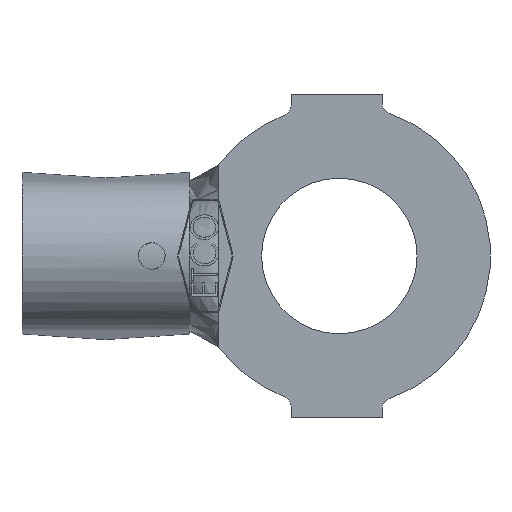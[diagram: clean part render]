
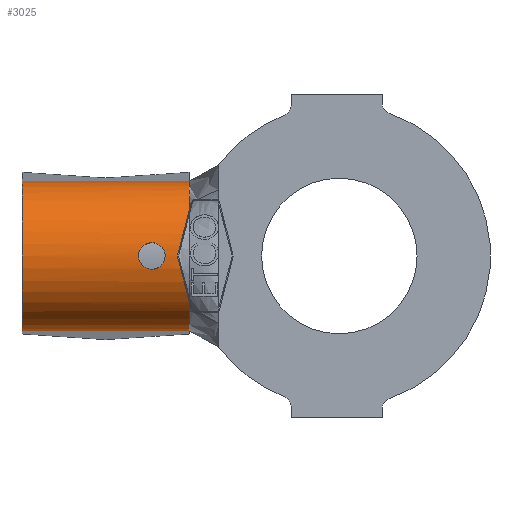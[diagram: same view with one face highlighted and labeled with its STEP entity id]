
A CAD part, front view. The second image highlights one B-rep face of the part: STEP entity #3025.
In plain terms, the highlighted cylindrical face has radius 1.778 mm (diameter 3.556 mm), a partial arc.
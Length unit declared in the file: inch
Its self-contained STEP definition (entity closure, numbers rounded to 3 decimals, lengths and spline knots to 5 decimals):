
#18 = VECTOR ( 'NONE', #5401, 39.37008 ) ;
#66 = EDGE_CURVE ( 'NONE', #2581, #2865, #4069, .T. ) ;
#108 = CARTESIAN_POINT ( 'NONE',  ( -0.175, 0.00111, 0.01243 ) ) ;
#118 = CARTESIAN_POINT ( 'NONE',  ( -0.1717, 0.00111, 0.01243 ) ) ;
#119 = CIRCLE ( 'NONE', #3596, 0.07 ) ;
#247 = DIRECTION ( 'NONE',  ( 0., 0., -1. ) ) ;
#588 = CARTESIAN_POINT ( 'NONE',  ( -0.1625, 0., 0.00331 ) ) ;
#609 = CARTESIAN_POINT ( 'NONE',  ( -0.17666, 0.00111, -0.01244 ) ) ;
#710 = CARTESIAN_POINT ( 'NONE',  ( -0.14318, 0.00504, 0.03041 ) ) ;
#749 = DIRECTION ( 'NONE',  ( 1., 0., 0. ) ) ;
#793 = CARTESIAN_POINT ( 'NONE',  ( -0.14318, 0.00504, -0.03041 ) ) ;
#811 = AXIS2_PLACEMENT_3D ( 'NONE', #1773, #3668, #5607 ) ;
#819 = AXIS2_PLACEMENT_3D ( 'NONE', #2612, #4529, #247 ) ;
#843 = ORIENTED_EDGE ( 'NONE', *, *, #3753, .F. ) ;
#938 = DIRECTION ( 'NONE',  ( 0., 0., -1. ) ) ;
#970 = CARTESIAN_POINT ( 'NONE',  ( -0.1685, 0.00085, -0.01114 ) ) ;
#1081 = CARTESIAN_POINT ( 'NONE',  ( -0.18267, 0.0007, -0.00998 ) ) ;
#1087 = CARTESIAN_POINT ( 'NONE',  ( -0.14, 0.07, 0. ) ) ;
#1159 =( BOUNDED_CURVE ( )  B_SPLINE_CURVE ( 3, ( #4995, #710, #2611, #4526 ),
 .UNSPECIFIED., .F., .T. ) 
 B_SPLINE_CURVE_WITH_KNOTS ( ( 4, 4 ),
 ( 0.91333, 1.5708 ),
 .UNSPECIFIED. ) 
 CURVE ( )  GEOMETRIC_REPRESENTATION_ITEM ( )  RATIONAL_B_SPLINE_CURVE ( ( 1., 0.964, 0.964, 1. ) ) 
 REPRESENTATION_ITEM ( '' )  );
#1322 = AXIS2_PLACEMENT_3D ( 'NONE', #1087, #2980, #4901 ) ;
#1336 = EDGE_CURVE ( 'NONE', #2592, #1640, #5575, .T. ) ;
#1438 = VERTEX_POINT ( 'NONE', #3138 ) ;
#1540 = CARTESIAN_POINT ( 'NONE',  ( -0.1875, 0., 0.00331 ) ) ;
#1575 = LINE ( 'NONE', #3466, #18 ) ;
#1640 = VERTEX_POINT ( 'NONE', #3339 ) ;
#1659 = DIRECTION ( 'NONE',  ( 0., 0., -1. ) ) ;
#1730 = EDGE_CURVE ( 'NONE', #1640, #2592, #2340, .T. ) ;
#1773 = CARTESIAN_POINT ( 'NONE',  ( -0.296, 0.07, 0. ) ) ;
#1847 = DIRECTION ( 'NONE',  ( 0., 0., -1. ) ) ;
#1893 = CARTESIAN_POINT ( 'NONE',  ( -0.175, 0.00111, -0.01243 ) ) ;
#1977 = EDGE_CURVE ( 'NONE', #3450, #4661, #4452, .T. ) ;
#2007 = CARTESIAN_POINT ( 'NONE',  ( -0.1783, 0.00111, 0.01244 ) ) ;
#2012 = AXIS2_PLACEMENT_3D ( 'NONE', #4034, #5959, #1659 ) ;
#2017 = CARTESIAN_POINT ( 'NONE',  ( -0.175, 0.00111, 0.01243 ) ) ;
#2029 = ORIENTED_EDGE ( 'NONE', *, *, #2564, .F. ) ;
#2045 = ORIENTED_EDGE ( 'NONE', *, *, #4246, .F. ) ;
#2184 = EDGE_CURVE ( 'NONE', #1438, #3524, #2313, .T. ) ;
#2246 = FACE_OUTER_BOUND ( 'NONE', #4608, .T. ) ;
#2313 = CIRCLE ( 'NONE', #2012, 0.07 ) ;
#2340 = B_SPLINE_CURVE_WITH_KNOTS ( 'NONE', 3,
 ( #108, #2007, #3909, #5843, #1540, #3434, #5369, #1081, #2974, #4894, #609, #2511 ),
 .UNSPECIFIED., .F., .F.,
 ( 4, 2, 2, 2, 2, 4 ),
 ( 0.5, 0.625, 0.75, 0.875, 0.9375, 1. ),
 .UNSPECIFIED. ) ;
#2487 = CARTESIAN_POINT ( 'NONE',  ( -0.16382, 0.00026, 0.00649 ) ) ;
#2511 = CARTESIAN_POINT ( 'NONE',  ( -0.175, 0.00111, -0.01243 ) ) ;
#2564 = EDGE_CURVE ( 'NONE', #5886, #3450, #1159, .T. ) ;
#2581 = VERTEX_POINT ( 'NONE', #5501 ) ;
#2592 = VERTEX_POINT ( 'NONE', #3101 ) ;
#2611 = CARTESIAN_POINT ( 'NONE',  ( -0.14698, 0., 0.01562 ) ) ;
#2612 = CARTESIAN_POINT ( 'NONE',  ( -0.14, 0.07, 0. ) ) ;
#2693 = CARTESIAN_POINT ( 'NONE',  ( -0.14, 0.01459, -0.04278 ) ) ;
#2769 = CARTESIAN_POINT ( 'NONE',  ( -0.14, 0.01459, 0.04278 ) ) ;
#2865 = VERTEX_POINT ( 'NONE', #4348 ) ;
#2866 = CARTESIAN_POINT ( 'NONE',  ( -0.16382, 0.00026, -0.00649 ) ) ;
#2908 = VERTEX_POINT ( 'NONE', #3428 ) ;
#2953 = ORIENTED_EDGE ( 'NONE', *, *, #2184, .F. ) ;
#2974 = CARTESIAN_POINT ( 'NONE',  ( -0.18132, 0.00085, -0.01087 ) ) ;
#2980 = DIRECTION ( 'NONE',  ( 1., 0., 0. ) ) ;
#3025 = ADVANCED_FACE ( 'NONE', ( #2246, #4154 ), #6075, .T. ) ;
#3101 = CARTESIAN_POINT ( 'NONE',  ( -0.175, 0.00111, -0.01243 ) ) ;
#3103 = LINE ( 'NONE', #5030, #5119 ) ;
#3138 = CARTESIAN_POINT ( 'NONE',  ( -0.14, 0.02196, -0.05091 ) ) ;
#3154 = CARTESIAN_POINT ( 'NONE',  ( -0.151, 0., 0. ) ) ;
#3289 = CARTESIAN_POINT ( 'NONE',  ( -0.14, 0.07, 0. ) ) ;
#3339 = CARTESIAN_POINT ( 'NONE',  ( -0.175, 0.00111, 0.01243 ) ) ;
#3397 = ORIENTED_EDGE ( 'NONE', *, *, #1730, .F. ) ;
#3428 = CARTESIAN_POINT ( 'NONE',  ( -0.14, 0.06527, 0.06984 ) ) ;
#3434 = CARTESIAN_POINT ( 'NONE',  ( -0.1875, 0., -0.00331 ) ) ;
#3450 = VERTEX_POINT ( 'NONE', #5547 ) ;
#3466 = CARTESIAN_POINT ( 'NONE',  ( -0.296, 0.06527, 0.06984 ) ) ;
#3493 = CIRCLE ( 'NONE', #819, 0.07 ) ;
#3524 = VERTEX_POINT ( 'NONE', #3633 ) ;
#3579 = ORIENTED_EDGE ( 'NONE', *, *, #4530, .T. ) ;
#3596 = AXIS2_PLACEMENT_3D ( 'NONE', #3289, #5222, #938 ) ;
#3633 = CARTESIAN_POINT ( 'NONE',  ( -0.14, 0.06527, -0.06984 ) ) ;
#3668 = DIRECTION ( 'NONE',  ( 1., 0., 0. ) ) ;
#3747 = CARTESIAN_POINT ( 'NONE',  ( -0.14, 0.01459, -0.04278 ) ) ;
#3750 = VERTEX_POINT ( 'NONE', #5877 ) ;
#3753 = EDGE_CURVE ( 'NONE', #2581, #2908, #1575, .T. ) ;
#3909 = CARTESIAN_POINT ( 'NONE',  ( -0.1815, 0.00085, 0.01114 ) ) ;
#4016 = CIRCLE ( 'NONE', #1322, 0.07 ) ;
#4034 = CARTESIAN_POINT ( 'NONE',  ( -0.14, 0.07, 0. ) ) ;
#4065 = AXIS2_PLACEMENT_3D ( 'NONE', #4232, #6148, #1847 ) ;
#4069 = CIRCLE ( 'NONE', #4065, 0.07 ) ;
#4154 = FACE_BOUND ( 'NONE', #5636, .T. ) ;
#4232 = CARTESIAN_POINT ( 'NONE',  ( -0.296, 0.07, 0. ) ) ;
#4246 = EDGE_CURVE ( 'NONE', #3750, #5886, #119, .T. ) ;
#4339 = ORIENTED_EDGE ( 'NONE', *, *, #66, .T. ) ;
#4348 = CARTESIAN_POINT ( 'NONE',  ( -0.296, 0.06527, -0.06984 ) ) ;
#4391 = CARTESIAN_POINT ( 'NONE',  ( -0.1685, 0.00085, 0.01114 ) ) ;
#4452 =( BOUNDED_CURVE ( )  B_SPLINE_CURVE ( 3, ( #3154, #5082, #793, #2693 ),
 .UNSPECIFIED., .F., .T. ) 
 B_SPLINE_CURVE_WITH_KNOTS ( ( 4, 4 ),
 ( 4.71239, 5.36985 ),
 .UNSPECIFIED. ) 
 CURVE ( )  GEOMETRIC_REPRESENTATION_ITEM ( )  RATIONAL_B_SPLINE_CURVE ( ( 1., 0.964, 0.964, 1. ) ) 
 REPRESENTATION_ITEM ( '' )  );
#4500 = EDGE_CURVE ( 'NONE', #4661, #1438, #3493, .T. ) ;
#4526 = CARTESIAN_POINT ( 'NONE',  ( -0.151, 0., 0. ) ) ;
#4529 = DIRECTION ( 'NONE',  ( 1., 0., 0. ) ) ;
#4530 = EDGE_CURVE ( 'NONE', #2865, #3524, #3103, .T. ) ;
#4605 = ORIENTED_EDGE ( 'NONE', *, *, #1977, .F. ) ;
#4608 = EDGE_LOOP ( 'NONE', ( #4605, #2029, #2045, #4824, #843, #4339, #3579, #2953, #4836 ) ) ;
#4661 = VERTEX_POINT ( 'NONE', #3747 ) ;
#4784 = CARTESIAN_POINT ( 'NONE',  ( -0.1625, 0., -0.00331 ) ) ;
#4824 = ORIENTED_EDGE ( 'NONE', *, *, #5330, .F. ) ;
#4836 = ORIENTED_EDGE ( 'NONE', *, *, #4500, .F. ) ;
#4894 = CARTESIAN_POINT ( 'NONE',  ( -0.17825, 0.00106, -0.01212 ) ) ;
#4901 = DIRECTION ( 'NONE',  ( 0., 0., -1. ) ) ;
#4995 = CARTESIAN_POINT ( 'NONE',  ( -0.14, 0.01459, 0.04278 ) ) ;
#5030 = CARTESIAN_POINT ( 'NONE',  ( -0.296, 0.06527, -0.06984 ) ) ;
#5082 = CARTESIAN_POINT ( 'NONE',  ( -0.14698, 0., -0.01562 ) ) ;
#5119 = VECTOR ( 'NONE', #749, 39.37008 ) ;
#5222 = DIRECTION ( 'NONE',  ( 1., 0., 0. ) ) ;
#5257 = CARTESIAN_POINT ( 'NONE',  ( -0.17167, 0.00111, -0.01243 ) ) ;
#5330 = EDGE_CURVE ( 'NONE', #2908, #3750, #4016, .T. ) ;
#5369 = CARTESIAN_POINT ( 'NONE',  ( -0.18618, 0.00026, -0.00649 ) ) ;
#5401 = DIRECTION ( 'NONE',  ( 1., 0., 0. ) ) ;
#5501 = CARTESIAN_POINT ( 'NONE',  ( -0.296, 0.06527, 0.06984 ) ) ;
#5547 = CARTESIAN_POINT ( 'NONE',  ( -0.151, 0., 0. ) ) ;
#5575 = B_SPLINE_CURVE_WITH_KNOTS ( 'NONE', 3,
 ( #1893, #5257, #970, #2866, #4784, #588, #2487, #4391, #118, #2017 ),
 .UNSPECIFIED., .F., .F.,
 ( 4, 2, 2, 2, 4 ),
 ( 0., 0.125, 0.25, 0.375, 0.5 ),
 .UNSPECIFIED. ) ;
#5607 = DIRECTION ( 'NONE',  ( 0., 0., -1. ) ) ;
#5636 = EDGE_LOOP ( 'NONE', ( #5731, #3397 ) ) ;
#5731 = ORIENTED_EDGE ( 'NONE', *, *, #1336, .F. ) ;
#5843 = CARTESIAN_POINT ( 'NONE',  ( -0.18618, 0.00026, 0.00649 ) ) ;
#5877 = CARTESIAN_POINT ( 'NONE',  ( -0.14, 0.02, 0.04899 ) ) ;
#5886 = VERTEX_POINT ( 'NONE', #2769 ) ;
#5959 = DIRECTION ( 'NONE',  ( 1., 0., 0. ) ) ;
#6075 = CYLINDRICAL_SURFACE ( 'NONE', #811, 0.07 ) ;
#6148 = DIRECTION ( 'NONE',  ( 1., 0., 0. ) ) ;
